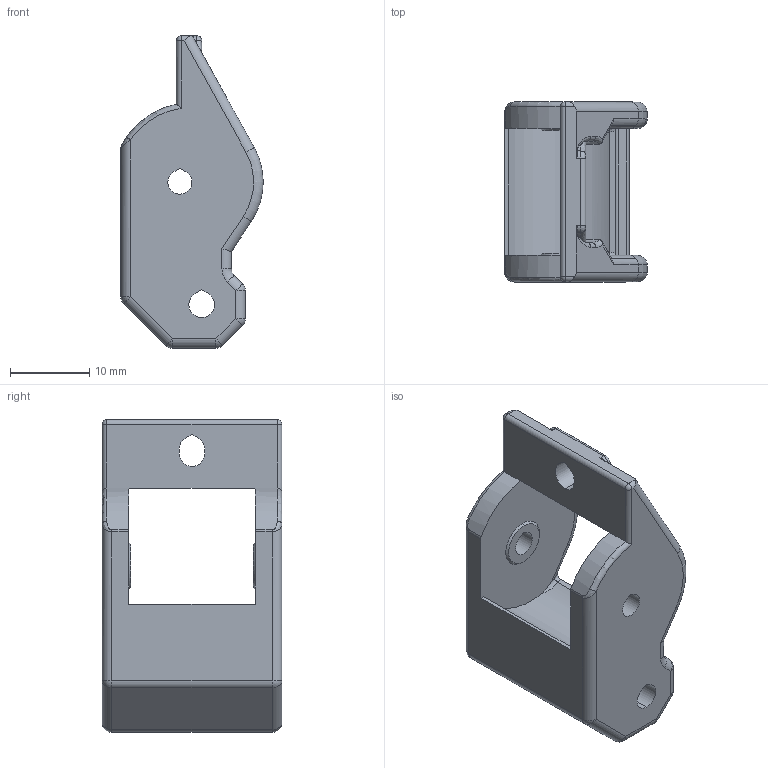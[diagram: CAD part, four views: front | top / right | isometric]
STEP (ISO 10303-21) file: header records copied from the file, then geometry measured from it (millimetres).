
FILE_DESCRIPTION(('FreeCAD Model'),'2;1');
FILE_NAME( 'Y-Belt-Idler-B.step', '2022-02-28T10:58:36',('Author'),(''), 'Open CASCADE STEP processor 7.3','FreeCAD','Unknown');
FILE_SCHEMA(('AUTOMOTIVE_DESIGN { 1 0 10303 214 1 1 1 1 }'));
Length unit declared in the file: millimetre
Products named in the file (1): Y2-5-bearing-V
Bounding box: 17.95 x 22.69 x 39.4 mm (x, y, z)
Volume: 6048.3 mm3; surface area: 3663.8 mm2
Topology: 1 solids, 1 shells, 148 faces, 378 edges, 220 vertices
Faces by surface type: cylinder 64, plane 40, bspline 18, sphere 12, torus 8, cone 4, revolution 2
Entity records: 14539 total; most frequent: CARTESIAN_POINT 7632, DIRECTION 1164, ORIENTED_EDGE 732, PCURVE 732, DEFINITIONAL_REPRESENTATION 732, LINE 653, VECTOR 653, EDGE_CURVE 366
